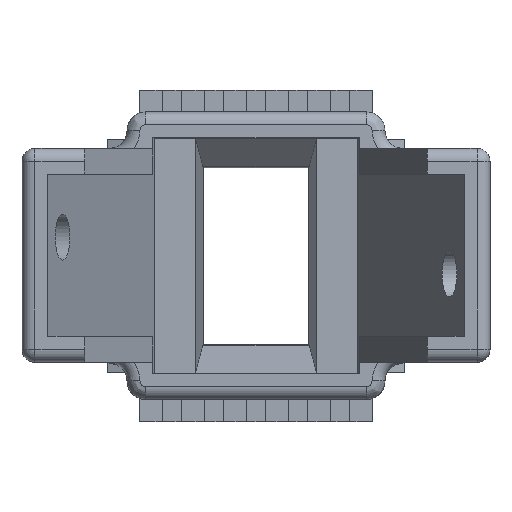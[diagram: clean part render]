
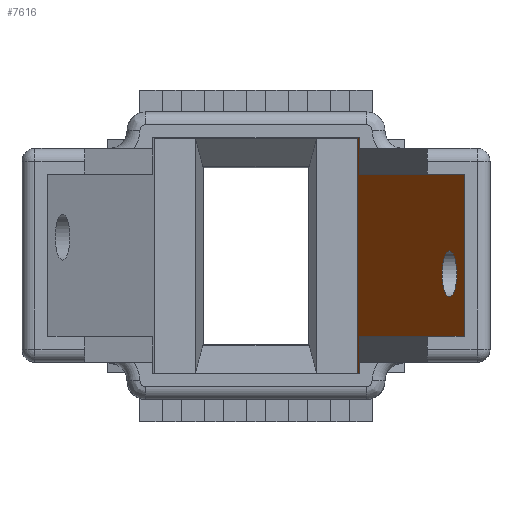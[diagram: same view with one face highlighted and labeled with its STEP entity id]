
A CAD part, top view. The second image highlights one B-rep face of the part: STEP entity #7616.
In plain terms, the highlighted planar face has unit normal (-0.948, 0, 0.318).
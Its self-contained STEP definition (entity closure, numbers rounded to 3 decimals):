
#48=CIRCLE('',#7893,0.625);
#121=FACE_BOUND('',#1165,.T.);
#319=PLANE('',#8128);
#721=FACE_OUTER_BOUND('',#1164,.T.);
#1164=EDGE_LOOP('',(#6143,#6144,#6145,#6146,#6147,#6148,#6149,#6150));
#1165=EDGE_LOOP('',(#6151));
#1683=LINE('',#11021,#2653);
#1686=LINE('',#11027,#2656);
#1913=LINE('',#11600,#2883);
#1917=LINE('',#11608,#2887);
#1923=LINE('',#11620,#2893);
#1924=LINE('',#11623,#2894);
#1925=LINE('',#11625,#2895);
#1926=LINE('',#11626,#2896);
#2653=VECTOR('',#8886,10.);
#2656=VECTOR('',#8891,10.);
#2883=VECTOR('',#9356,10.);
#2887=VECTOR('',#9362,10.);
#2893=VECTOR('',#9376,10.);
#2894=VECTOR('',#9379,10.);
#2895=VECTOR('',#9380,10.);
#2896=VECTOR('',#9381,10.);
#3436=VERTEX_POINT('',#10500);
#3582=VERTEX_POINT('',#11015);
#3584=VERTEX_POINT('',#11019);
#3585=VERTEX_POINT('',#11023);
#3746=VERTEX_POINT('',#11597);
#3747=VERTEX_POINT('',#11599);
#3749=VERTEX_POINT('',#11605);
#3753=VERTEX_POINT('',#11622);
#3754=VERTEX_POINT('',#11624);
#4141=EDGE_CURVE('',#3436,#3436,#48,.T.);
#4364=EDGE_CURVE('',#3582,#3584,#1683,.T.);
#4367=EDGE_CURVE('',#3582,#3585,#1686,.T.);
#4619=EDGE_CURVE('',#3746,#3747,#1913,.T.);
#4623=EDGE_CURVE('',#3746,#3749,#1917,.T.);
#4629=EDGE_CURVE('',#3749,#3585,#1923,.T.);
#4630=EDGE_CURVE('',#3753,#3584,#1924,.T.);
#4631=EDGE_CURVE('',#3753,#3754,#1925,.T.);
#4632=EDGE_CURVE('',#3754,#3747,#1926,.T.);
#6143=ORIENTED_EDGE('',*,*,#4629,.T.);
#6144=ORIENTED_EDGE('',*,*,#4367,.F.);
#6145=ORIENTED_EDGE('',*,*,#4364,.T.);
#6146=ORIENTED_EDGE('',*,*,#4630,.F.);
#6147=ORIENTED_EDGE('',*,*,#4631,.T.);
#6148=ORIENTED_EDGE('',*,*,#4632,.T.);
#6149=ORIENTED_EDGE('',*,*,#4619,.F.);
#6150=ORIENTED_EDGE('',*,*,#4623,.T.);
#6151=ORIENTED_EDGE('',*,*,#4141,.T.);
#7616=ADVANCED_FACE('',(#721,#121),#319,.F.);
#7893=AXIS2_PLACEMENT_3D('',#10502,#8471,#8472);
#8128=AXIS2_PLACEMENT_3D('',#11621,#9377,#9378);
#8471=DIRECTION('center_axis',(0.948,0.,-0.318));
#8472=DIRECTION('ref_axis',(-0.318,0.,-0.948));
#8886=DIRECTION('',(0.,1.,0.));
#8891=DIRECTION('',(0.318,0.,0.948));
#9356=DIRECTION('',(0.,-1.,0.));
#9362=DIRECTION('',(0.318,0.,0.948));
#9376=DIRECTION('',(0.,1.,0.));
#9377=DIRECTION('center_axis',(0.948,0.,-0.318));
#9378=DIRECTION('ref_axis',(0.318,0.,0.948));
#9379=DIRECTION('',(0.318,0.,0.948));
#9380=DIRECTION('',(0.,-1.,0.));
#9381=DIRECTION('',(0.318,0.,0.948));
#10500=CARTESIAN_POINT('',(5.447,-0.5,-6.605));
#10502=CARTESIAN_POINT('Origin',(5.248,-0.5,-7.198));
#11015=CARTESIAN_POINT('',(2.8,2.2,-14.5));
#11019=CARTESIAN_POINT('',(2.8,3.2,-14.5));
#11021=CARTESIAN_POINT('',(2.8,2.2,-14.5));
#11023=CARTESIAN_POINT('',(5.65,2.2,-6.));
#11027=CARTESIAN_POINT('',(5.65,2.2,-6.));
#11597=CARTESIAN_POINT('',(2.8,-2.2,-14.5));
#11599=CARTESIAN_POINT('',(2.8,-3.2,-14.5));
#11600=CARTESIAN_POINT('',(2.8,-2.2,-14.5));
#11605=CARTESIAN_POINT('',(5.65,-2.2,-6.));
#11608=CARTESIAN_POINT('',(5.65,-2.2,-6.));
#11620=CARTESIAN_POINT('',(5.65,0.,-6.));
#11621=CARTESIAN_POINT('Origin',(2.766,0.,-14.6));
#11622=CARTESIAN_POINT('',(2.766,3.2,-14.6));
#11623=CARTESIAN_POINT('',(2.8,3.2,-14.5));
#11624=CARTESIAN_POINT('',(2.766,-3.2,-14.6));
#11625=CARTESIAN_POINT('',(2.766,0.,-14.6));
#11626=CARTESIAN_POINT('',(2.8,-3.2,-14.5));
